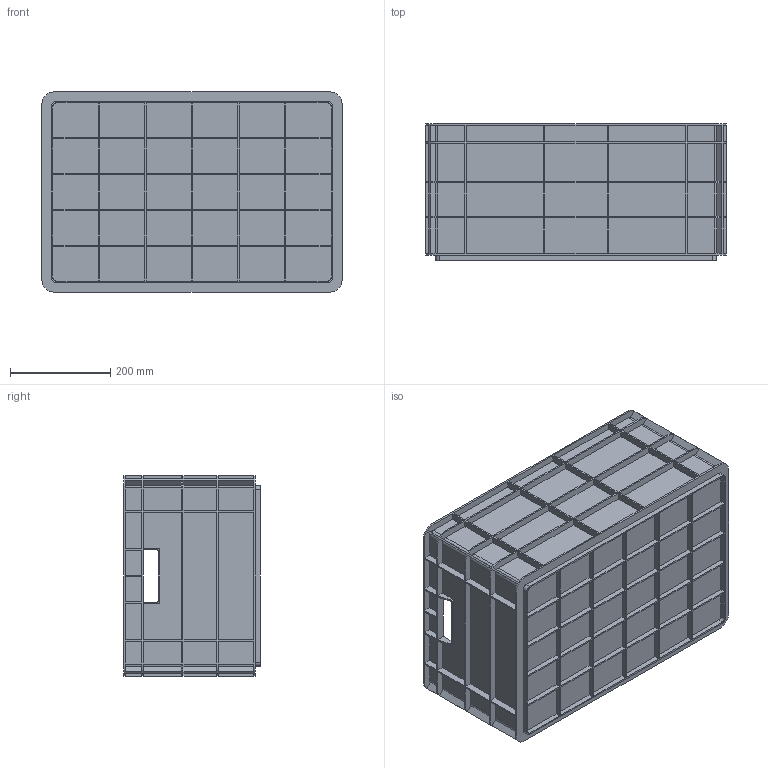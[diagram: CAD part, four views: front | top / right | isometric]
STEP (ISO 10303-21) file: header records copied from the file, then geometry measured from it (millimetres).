
FILE_DESCRIPTION(/* description */ (''),/* implementation_level */ '2;1');
FILE_NAME(/* name */ 'Contenedor.STEP',/* time_stamp */ '2022-01-23T18:16:54-05:00',/* author */ ('luis-'),/* organization */ (''),/* preprocessor_version */ 'ST-DEVELOPER v18.1',/* originating_system */ 'Autodesk Inventor 2022',/* authorisation */ '');
FILE_SCHEMA (('AUTOMOTIVE_DESIGN { 1 0 10303 214 3 1 1 }'));
Length unit declared in the file: millimetre
Products named in the file (1): Storage Bin 50L
Bounding box: 600 x 273 x 400 mm (x, y, z)
Volume: 2862111.3 mm3; surface area: 1885328.4 mm2
Topology: 1 solids, 1 shells, 590 faces, 1552 edges, 1032 vertices
Faces by surface type: plane 534, cylinder 56
Entity records: 18026 total; most frequent: CARTESIAN_POINT 3175, ORIENTED_EDGE 3104, DIRECTION 2910, EDGE_CURVE 1552, LINE 1376, VECTOR 1376, VERTEX_POINT 1032, AXIS2_PLACEMENT_3D 767
